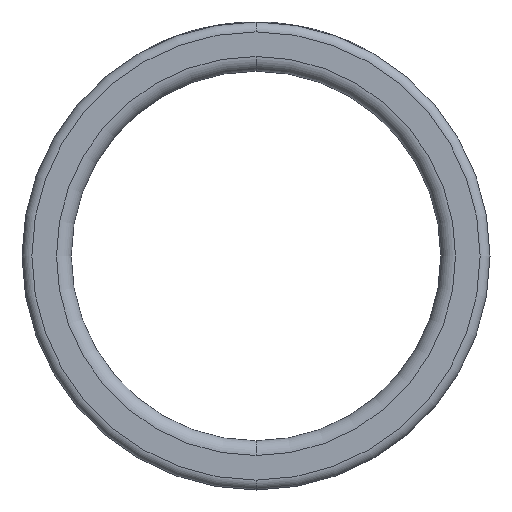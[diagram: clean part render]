
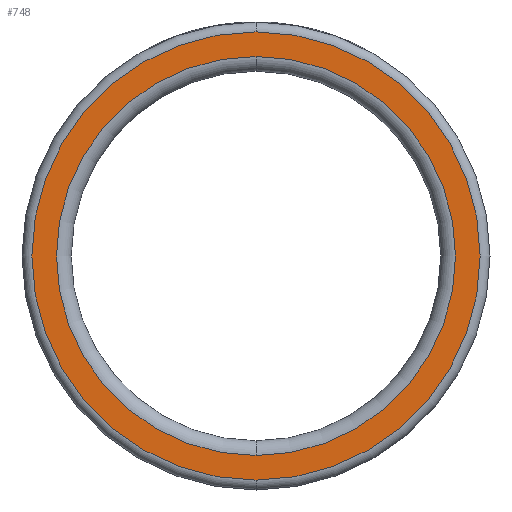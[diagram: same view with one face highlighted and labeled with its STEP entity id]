
A CAD part, front view. The second image highlights one B-rep face of the part: STEP entity #748.
In plain terms, the highlighted planar face has unit normal (0, -1, 0).
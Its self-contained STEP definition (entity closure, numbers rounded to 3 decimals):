
#31 = AXIS2_PLACEMENT_3D ( 'NONE', #1582, #1543, #1752 ) ;
#205 = CIRCLE ( 'NONE', #1932, 40.5 ) ;
#308 = AXIS2_PLACEMENT_3D ( 'NONE', #986, #322, #1408 ) ;
#322 = DIRECTION ( 'NONE',  ( 0., -1., 0. ) ) ;
#407 = CARTESIAN_POINT ( 'NONE',  ( 0., -75., 0. ) ) ;
#486 = DIRECTION ( 'NONE',  ( 0., 0., -1. ) ) ;
#491 = EDGE_CURVE ( 'NONE', #899, #1825, #2575, .T. ) ;
#748 = ADVANCED_FACE ( 'NONE', ( #2239, #2164 ), #2077, .T. ) ;
#830 = DIRECTION ( 'NONE',  ( 0., -1., 0. ) ) ;
#873 = AXIS2_PLACEMENT_3D ( 'NONE', #407, #830, #1906 ) ;
#899 = VERTEX_POINT ( 'NONE', #1210 ) ;
#986 = CARTESIAN_POINT ( 'NONE',  ( 0., -75., 0. ) ) ;
#1002 = CARTESIAN_POINT ( 'NONE',  ( 40.5, -75., 0. ) ) ;
#1030 = CIRCLE ( 'NONE', #31, 45.5 ) ;
#1070 = EDGE_CURVE ( 'NONE', #1918, #2339, #205, .T. ) ;
#1210 = CARTESIAN_POINT ( 'NONE',  ( 0., -75., 45.5 ) ) ;
#1222 = EDGE_CURVE ( 'NONE', #2339, #1918, #1772, .T. ) ;
#1315 = EDGE_LOOP ( 'NONE', ( #1831, #1751 ) ) ;
#1408 = DIRECTION ( 'NONE',  ( 0., 0., -1. ) ) ;
#1543 = DIRECTION ( 'NONE',  ( 0., -1., 0. ) ) ;
#1582 = CARTESIAN_POINT ( 'NONE',  ( 0., -75., 0. ) ) ;
#1751 = ORIENTED_EDGE ( 'NONE', *, *, #1070, .F. ) ;
#1752 = DIRECTION ( 'NONE',  ( 0., 0., -1. ) ) ;
#1772 = CIRCLE ( 'NONE', #308, 40.5 ) ;
#1825 = VERTEX_POINT ( 'NONE', #2770 ) ;
#1831 = ORIENTED_EDGE ( 'NONE', *, *, #1222, .F. ) ;
#1860 = DIRECTION ( 'NONE',  ( 0., 0., -1. ) ) ;
#1906 = DIRECTION ( 'NONE',  ( 0., 0., -1. ) ) ;
#1918 = VERTEX_POINT ( 'NONE', #1924 ) ;
#1924 = CARTESIAN_POINT ( 'NONE',  ( 0., -75., 40.5 ) ) ;
#1932 = AXIS2_PLACEMENT_3D ( 'NONE', #1985, #2015, #486 ) ;
#1985 = CARTESIAN_POINT ( 'NONE',  ( 0., -75., 0. ) ) ;
#2015 = DIRECTION ( 'NONE',  ( 0., -1., 0. ) ) ;
#2068 = DIRECTION ( 'NONE',  ( 0., -1., 0. ) ) ;
#2076 = ORIENTED_EDGE ( 'NONE', *, *, #2454, .T. ) ;
#2077 = PLANE ( 'NONE',  #2592 ) ;
#2164 = FACE_BOUND ( 'NONE', #1315, .T. ) ;
#2239 = FACE_OUTER_BOUND ( 'NONE', #2482, .T. ) ;
#2339 = VERTEX_POINT ( 'NONE', #2724 ) ;
#2454 = EDGE_CURVE ( 'NONE', #1825, #899, #1030, .T. ) ;
#2482 = EDGE_LOOP ( 'NONE', ( #2076, #2692 ) ) ;
#2575 = CIRCLE ( 'NONE', #873, 45.5 ) ;
#2592 = AXIS2_PLACEMENT_3D ( 'NONE', #1002, #2068, #1860 ) ;
#2692 = ORIENTED_EDGE ( 'NONE', *, *, #491, .T. ) ;
#2724 = CARTESIAN_POINT ( 'NONE',  ( 0., -75., -40.5 ) ) ;
#2770 = CARTESIAN_POINT ( 'NONE',  ( 0., -75., -45.5 ) ) ;
